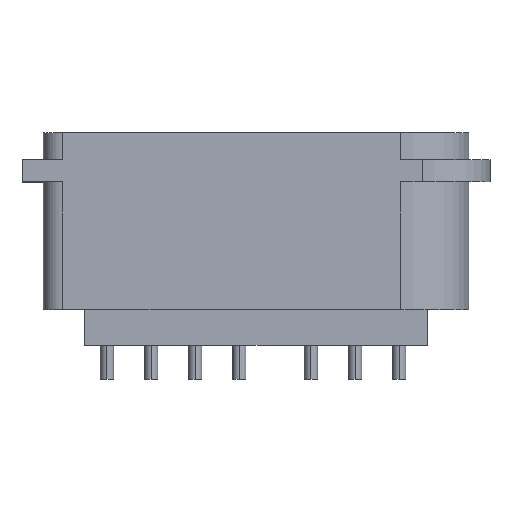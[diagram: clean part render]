
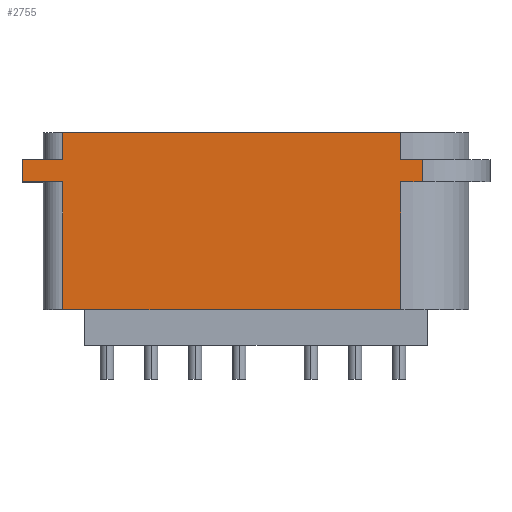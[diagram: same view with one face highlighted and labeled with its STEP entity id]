
A CAD part, top view. The second image highlights one B-rep face of the part: STEP entity #2755.
In plain terms, the highlighted planar face has unit normal (0, 0, 1).
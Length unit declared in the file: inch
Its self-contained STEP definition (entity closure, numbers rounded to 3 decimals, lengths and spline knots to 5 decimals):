
#118 = EDGE_CURVE ( 'NONE', #2588, #2309, #788, .T. ) ;
#121 = EDGE_CURVE ( 'NONE', #2301, #2309, #793, .T. ) ;
#133 = EDGE_CURVE ( 'NONE', #2307, #2598, #818, .T. ) ;
#134 = EDGE_CURVE ( 'NONE', #2307, #2596, #820, .T. ) ;
#135 = EDGE_CURVE ( 'NONE', #2611, #2596, #822, .T. ) ;
#136 = EDGE_CURVE ( 'NONE', #2314, #2611, #816, .T. ) ;
#137 = EDGE_CURVE ( 'NONE', #2314, #2614, #824, .T. ) ;
#138 = EDGE_CURVE ( 'NONE', #2614, #2301, #828, .T. ) ;
#139 = EDGE_CURVE ( 'NONE', #2588, #2606, #830, .T. ) ;
#140 = EDGE_CURVE ( 'NONE', #2606, #2612, #832, .T. ) ;
#141 = EDGE_CURVE ( 'NONE', #2305, #2612, #834, .T. ) ;
#142 = EDGE_CURVE ( 'NONE', #2598, #2305, #826, .T. ) ;
#328 = ORIENTED_EDGE ( 'NONE', *, *, #133, .F. ) ;
#329 = ORIENTED_EDGE ( 'NONE', *, *, #134, .T. ) ;
#330 = ORIENTED_EDGE ( 'NONE', *, *, #135, .F. ) ;
#331 = ORIENTED_EDGE ( 'NONE', *, *, #136, .F. ) ;
#332 = ORIENTED_EDGE ( 'NONE', *, *, #137, .T. ) ;
#333 = ORIENTED_EDGE ( 'NONE', *, *, #138, .T. ) ;
#334 = ORIENTED_EDGE ( 'NONE', *, *, #121, .T. ) ;
#335 = ORIENTED_EDGE ( 'NONE', *, *, #118, .F. ) ;
#336 = ORIENTED_EDGE ( 'NONE', *, *, #139, .T. ) ;
#337 = ORIENTED_EDGE ( 'NONE', *, *, #140, .T. ) ;
#338 = ORIENTED_EDGE ( 'NONE', *, *, #141, .F. ) ;
#339 = ORIENTED_EDGE ( 'NONE', *, *, #142, .F. ) ;
#788 = LINE ( 'NONE', #1012, #794 ) ;
#793 = LINE ( 'NONE', #1017, #799 ) ;
#794 = VECTOR ( 'NONE', #1008, 39.37008 ) ;
#799 = VECTOR ( 'NONE', #1021, 39.37008 ) ;
#816 = LINE ( 'NONE', #1042, #827 ) ;
#818 = LINE ( 'NONE', #1048, #821 ) ;
#820 = LINE ( 'NONE', #1050, #823 ) ;
#821 = VECTOR ( 'NONE', #1049, 39.37008 ) ;
#822 = LINE ( 'NONE', #1052, #825 ) ;
#823 = VECTOR ( 'NONE', #1051, 39.37008 ) ;
#824 = LINE ( 'NONE', #1045, #829 ) ;
#825 = VECTOR ( 'NONE', #1054, 39.37008 ) ;
#826 = LINE ( 'NONE', #1053, #839 ) ;
#827 = VECTOR ( 'NONE', #1055, 39.37008 ) ;
#828 = LINE ( 'NONE', #1224, #831 ) ;
#829 = VECTOR ( 'NONE', #1223, 39.37008 ) ;
#830 = LINE ( 'NONE', #1226, #833 ) ;
#831 = VECTOR ( 'NONE', #1225, 39.37008 ) ;
#832 = LINE ( 'NONE', #1228, #835 ) ;
#833 = VECTOR ( 'NONE', #1227, 39.37008 ) ;
#834 = LINE ( 'NONE', #1230, #837 ) ;
#835 = VECTOR ( 'NONE', #1229, 39.37008 ) ;
#837 = VECTOR ( 'NONE', #1232, 39.37008 ) ;
#839 = VECTOR ( 'NONE', #1233, 39.37008 ) ;
#1008 = DIRECTION ( 'NONE',  ( 0., -1., 0. ) ) ;
#1012 = CARTESIAN_POINT ( 'NONE',  ( 0.51673, 0.63189, 0.24213 ) ) ;
#1017 = CARTESIAN_POINT ( 'NONE',  ( 0.51673, 0., 0.24213 ) ) ;
#1021 = DIRECTION ( 'NONE',  ( 1., 0., 0. ) ) ;
#1042 = CARTESIAN_POINT ( 'NONE',  ( -0.83543, 0.45669, 0.24213 ) ) ;
#1045 = CARTESIAN_POINT ( 'NONE',  ( 0.59331, 0.45669, 0.24213 ) ) ;
#1048 = CARTESIAN_POINT ( 'NONE',  ( 0.51673, 0.63189, 0.24213 ) ) ;
#1049 = DIRECTION ( 'NONE',  ( 1., 0., 0. ) ) ;
#1050 = CARTESIAN_POINT ( 'NONE',  ( -0.68996, 0.63189, 0.24213 ) ) ;
#1051 = DIRECTION ( 'NONE',  ( 0., -1., 0. ) ) ;
#1052 = CARTESIAN_POINT ( 'NONE',  ( 0.59331, 0.53543, 0.24213 ) ) ;
#1053 = CARTESIAN_POINT ( 'NONE',  ( 0.51673, 0.63189, 0.24213 ) ) ;
#1054 = DIRECTION ( 'NONE',  ( 1., 0., 0. ) ) ;
#1055 = DIRECTION ( 'NONE',  ( 0., 1., 0. ) ) ;
#1135 = AXIS2_PLACEMENT_3D ( 'NONE', #1901, #1906, #1907 ) ;
#1223 = DIRECTION ( 'NONE',  ( 1., 0., 0. ) ) ;
#1224 = CARTESIAN_POINT ( 'NONE',  ( -0.68996, 0.63189, 0.24213 ) ) ;
#1225 = DIRECTION ( 'NONE',  ( 0., -1., 0. ) ) ;
#1226 = CARTESIAN_POINT ( 'NONE',  ( 0.59331, 0.45669, 0.24213 ) ) ;
#1227 = DIRECTION ( 'NONE',  ( 1., 0., 0. ) ) ;
#1228 = CARTESIAN_POINT ( 'NONE',  ( 0.59331, 0.45669, 0.24213 ) ) ;
#1229 = DIRECTION ( 'NONE',  ( 0., 1., 0. ) ) ;
#1230 = CARTESIAN_POINT ( 'NONE',  ( 0.59331, 0.53543, 0.24213 ) ) ;
#1232 = DIRECTION ( 'NONE',  ( 1., 0., 0. ) ) ;
#1233 = DIRECTION ( 'NONE',  ( 0., -1., 0. ) ) ;
#1392 = CARTESIAN_POINT ( 'NONE',  ( -0.68996, 0., 0.24213 ) ) ;
#1394 = CARTESIAN_POINT ( 'NONE',  ( 0.51673, 0.53543, 0.24213 ) ) ;
#1395 = CARTESIAN_POINT ( 'NONE',  ( -0.68996, 0.63189, 0.24213 ) ) ;
#1396 = CARTESIAN_POINT ( 'NONE',  ( 0.51673, 0., 0.24213 ) ) ;
#1401 = CARTESIAN_POINT ( 'NONE',  ( -0.83543, 0.45669, 0.24213 ) ) ;
#1639 = FACE_OUTER_BOUND ( 'NONE', #2646, .T. ) ;
#1772 = CARTESIAN_POINT ( 'NONE',  ( 0.51673, 0.45669, 0.24213 ) ) ;
#1781 = CARTESIAN_POINT ( 'NONE',  ( -0.68996, 0.53543, 0.24213 ) ) ;
#1783 = CARTESIAN_POINT ( 'NONE',  ( 0.51673, 0.63189, 0.24213 ) ) ;
#1791 = CARTESIAN_POINT ( 'NONE',  ( 0.59331, 0.45669, 0.24213 ) ) ;
#1796 = CARTESIAN_POINT ( 'NONE',  ( -0.83543, 0.53543, 0.24213 ) ) ;
#1797 = CARTESIAN_POINT ( 'NONE',  ( 0.59331, 0.53543, 0.24213 ) ) ;
#1799 = CARTESIAN_POINT ( 'NONE',  ( -0.68996, 0.45669, 0.24213 ) ) ;
#1900 = PLANE ( 'NONE',  #1135 ) ;
#1901 = CARTESIAN_POINT ( 'NONE',  ( 0.51673, 0.63189, 0.24213 ) ) ;
#1906 = DIRECTION ( 'NONE',  ( 0., 0., -1. ) ) ;
#1907 = DIRECTION ( 'NONE',  ( -1., 0., 0. ) ) ;
#2301 = VERTEX_POINT ( 'NONE', #1392 ) ;
#2305 = VERTEX_POINT ( 'NONE', #1394 ) ;
#2307 = VERTEX_POINT ( 'NONE', #1395 ) ;
#2309 = VERTEX_POINT ( 'NONE', #1396 ) ;
#2314 = VERTEX_POINT ( 'NONE', #1401 ) ;
#2588 = VERTEX_POINT ( 'NONE', #1772 ) ;
#2596 = VERTEX_POINT ( 'NONE', #1781 ) ;
#2598 = VERTEX_POINT ( 'NONE', #1783 ) ;
#2606 = VERTEX_POINT ( 'NONE', #1791 ) ;
#2611 = VERTEX_POINT ( 'NONE', #1796 ) ;
#2612 = VERTEX_POINT ( 'NONE', #1797 ) ;
#2614 = VERTEX_POINT ( 'NONE', #1799 ) ;
#2646 = EDGE_LOOP ( 'NONE', ( #328, #329, #330, #331, #332, #333, #334, #335, #336, #337, #338, #339 ) ) ;
#2755 = ADVANCED_FACE ( 'NONE', ( #1639 ), #1900, .F. ) ;
